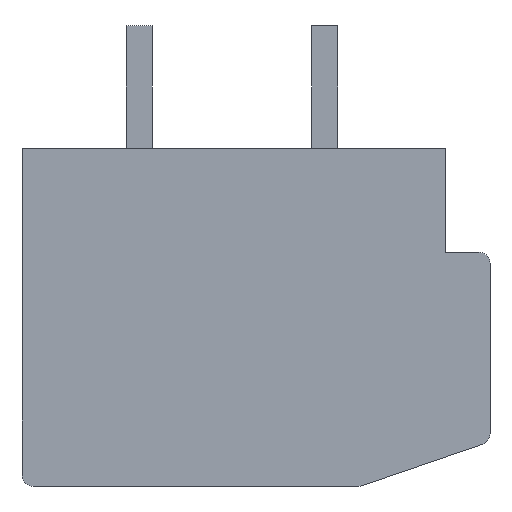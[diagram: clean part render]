
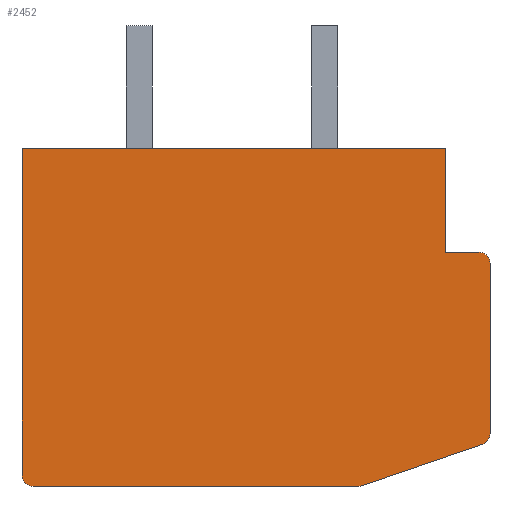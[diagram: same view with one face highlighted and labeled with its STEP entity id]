
A CAD part, front view. The second image highlights one B-rep face of the part: STEP entity #2452.
In plain terms, the highlighted planar face has unit normal (0, -1, 0).
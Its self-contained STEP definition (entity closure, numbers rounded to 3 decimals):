
#1=CARTESIAN_POINT('',(6.,-22.8,-3.136));
#2=DIRECTION('',(0.,-1.,0.));
#3=DIRECTION('',(0.324,0.,-0.946));
#4=AXIS2_PLACEMENT_3D('',#1,#2,#3);
#6=DIRECTION('',(-0.946,0.,-0.324));
#7=VECTOR('',#6,3.486);
#8=CARTESIAN_POINT('',(6.097,-22.8,-3.419));
#9=LINE('',#8,#7);
#10=DIRECTION('',(-1.,0.,0.));
#11=VECTOR('',#10,8.8);
#12=CARTESIAN_POINT('',(2.8,-22.8,-4.55));
#13=LINE('',#12,#11);
#14=CARTESIAN_POINT('',(-6.,-22.8,-4.25));
#15=DIRECTION('',(0.,-1.,0.));
#16=DIRECTION('',(-1.,0.,0.));
#17=AXIS2_PLACEMENT_3D('',#14,#15,#16);
#19=DIRECTION('',(0.,0.,1.));
#20=VECTOR('',#19,8.8);
#21=CARTESIAN_POINT('',(-6.3,-22.8,-4.25));
#22=LINE('',#21,#20);
#23=DIRECTION('',(1.,0.,0.));
#24=VECTOR('',#23,11.4);
#25=CARTESIAN_POINT('',(-6.3,-22.8,4.55));
#26=LINE('',#25,#24);
#27=DIRECTION('',(0.,0.,-1.));
#28=VECTOR('',#27,2.8);
#29=CARTESIAN_POINT('',(5.1,-22.8,4.55));
#30=LINE('',#29,#28);
#31=DIRECTION('',(1.,0.,0.));
#32=VECTOR('',#31,0.9);
#33=CARTESIAN_POINT('',(5.1,-22.8,1.75));
#34=LINE('',#33,#32);
#35=CARTESIAN_POINT('',(6.,-22.8,1.45));
#36=DIRECTION('',(0.,-1.,0.));
#37=DIRECTION('',(1.,0.,0.));
#38=AXIS2_PLACEMENT_3D('',#35,#36,#37);
#40=DIRECTION('',(0.,0.,-1.));
#41=VECTOR('',#40,4.586);
#42=CARTESIAN_POINT('',(6.3,-22.8,1.45));
#43=LINE('',#42,#41);
#1873=CARTESIAN_POINT('',(-6.3,-22.8,4.55));
#1874=CARTESIAN_POINT('',(5.1,-22.8,4.55));
#1875=VERTEX_POINT('',#1873);
#1876=VERTEX_POINT('',#1874);
#1877=CARTESIAN_POINT('',(5.1,-22.8,1.75));
#1878=VERTEX_POINT('',#1877);
#1879=CARTESIAN_POINT('',(6.097,-22.8,-3.419));
#1880=CARTESIAN_POINT('',(6.3,-22.8,-3.136));
#1881=VERTEX_POINT('',#1879);
#1882=VERTEX_POINT('',#1880);
#1883=CARTESIAN_POINT('',(6.3,-22.8,1.45));
#1884=CARTESIAN_POINT('',(6.,-22.8,1.75));
#1885=VERTEX_POINT('',#1883);
#1886=VERTEX_POINT('',#1884);
#1887=CARTESIAN_POINT('',(-6.3,-22.8,-4.25));
#1888=CARTESIAN_POINT('',(-6.,-22.8,-4.55));
#1889=VERTEX_POINT('',#1887);
#1890=VERTEX_POINT('',#1888);
#1891=CARTESIAN_POINT('',(2.8,-22.8,-4.55));
#1892=VERTEX_POINT('',#1891);
#2425=CARTESIAN_POINT('',(0.,-22.8,0.));
#2426=DIRECTION('',(0.,1.,0.));
#2427=DIRECTION('',(1.,0.,0.));
#2428=AXIS2_PLACEMENT_3D('',#2425,#2426,#2427);
#2429=PLANE('',#2428);
#2431=ORIENTED_EDGE('',*,*,#2430,.F.);
#2433=ORIENTED_EDGE('',*,*,#2432,.T.);
#2435=ORIENTED_EDGE('',*,*,#2434,.T.);
#2437=ORIENTED_EDGE('',*,*,#2436,.F.);
#2439=ORIENTED_EDGE('',*,*,#2438,.T.);
#2441=ORIENTED_EDGE('',*,*,#2440,.T.);
#2443=ORIENTED_EDGE('',*,*,#2442,.T.);
#2445=ORIENTED_EDGE('',*,*,#2444,.T.);
#2447=ORIENTED_EDGE('',*,*,#2446,.F.);
#2449=ORIENTED_EDGE('',*,*,#2448,.T.);
#2450=EDGE_LOOP('',(#2431,#2433,#2435,#2437,#2439,#2441,#2443,#2445,#2447,
#2449));
#2451=FACE_OUTER_BOUND('',#2450,.F.);
#2452=ADVANCED_FACE('',(#2451),#2429,.F.);
#5=CIRCLE('',#4,0.3);
#18=CIRCLE('',#17,0.3);
#39=CIRCLE('',#38,0.3);
#2430=EDGE_CURVE('',#1881,#1882,#5,.T.);
#2432=EDGE_CURVE('',#1881,#1892,#9,.T.);
#2434=EDGE_CURVE('',#1892,#1890,#13,.T.);
#2436=EDGE_CURVE('',#1889,#1890,#18,.T.);
#2438=EDGE_CURVE('',#1889,#1875,#22,.T.);
#2440=EDGE_CURVE('',#1875,#1876,#26,.T.);
#2442=EDGE_CURVE('',#1876,#1878,#30,.T.);
#2444=EDGE_CURVE('',#1878,#1886,#34,.T.);
#2446=EDGE_CURVE('',#1885,#1886,#39,.T.);
#2448=EDGE_CURVE('',#1885,#1882,#43,.T.);
